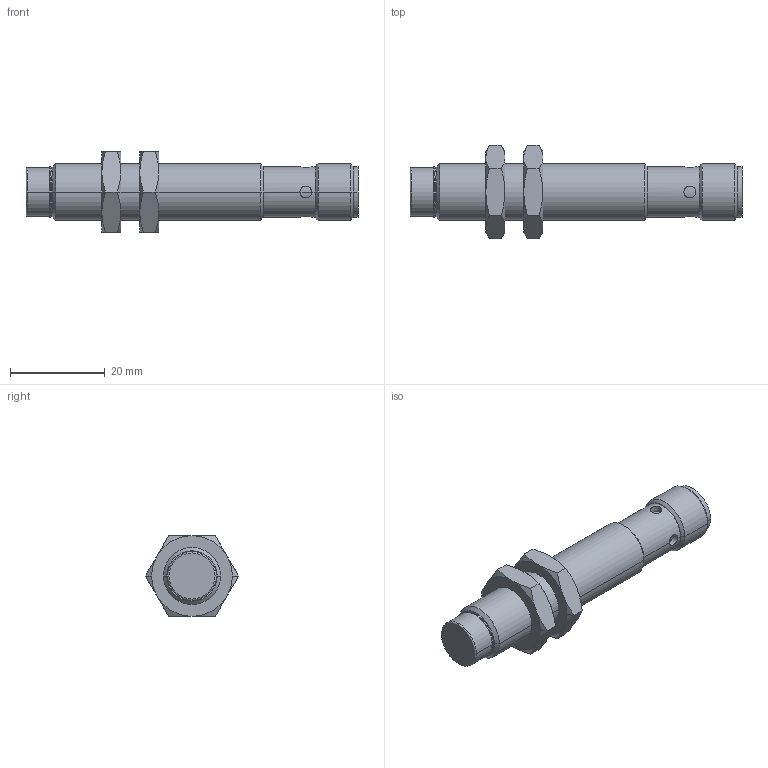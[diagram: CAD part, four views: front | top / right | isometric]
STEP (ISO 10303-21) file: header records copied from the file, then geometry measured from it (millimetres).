
FILE_DESCRIPTION (( 'STEP AP214' ), '1' );
FILE_NAME ('GF711S.STEP', '2025-02-21T11:10:00', ( '' ), ( '' ), 'SwSTEP 2.0', 'SolidWorks 2024', '' );
FILE_SCHEMA (( 'AUTOMOTIVE_DESIGN' ));
Length unit declared in the file: millimetre
Products named in the file (1): GF711S
Bounding box: 70 x 19.63 x 17 mm (x, y, z)
Volume: 8126.4 mm3; surface area: 4343.4 mm2
Topology: 3 solids, 3 shells, 117 faces, 261 edges, 157 vertices
Faces by surface type: cone 50, cylinder 33, plane 26, torus 8
Entity records: 3793 total; most frequent: CARTESIAN_POINT 1258, DIRECTION 534, ORIENTED_EDGE 522, EDGE_CURVE 261, AXIS2_PLACEMENT_3D 229, VERTEX_POINT 157, EDGE_LOOP 128, ADVANCED_FACE 117
